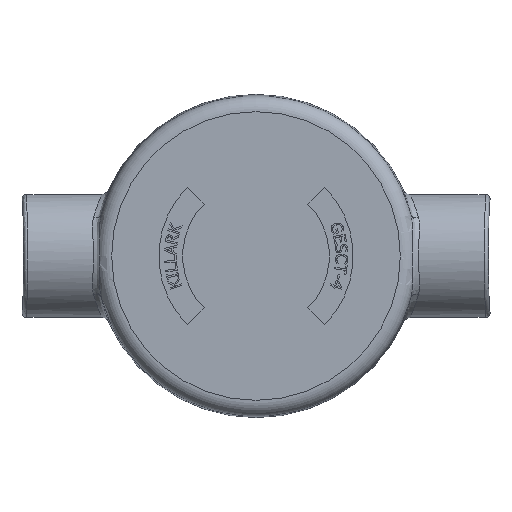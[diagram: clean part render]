
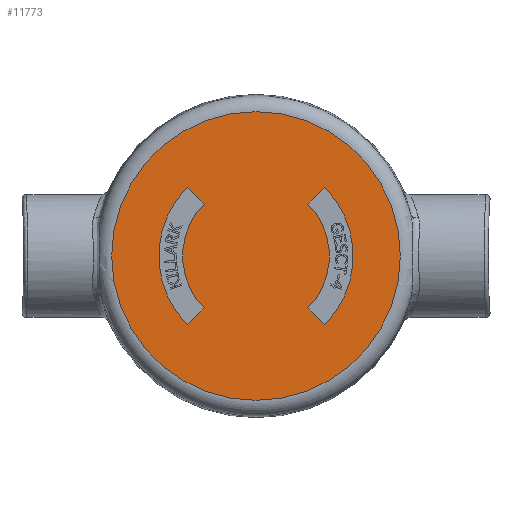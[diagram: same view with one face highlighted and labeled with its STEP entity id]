
A CAD part, front view. The second image highlights one B-rep face of the part: STEP entity #11773.
In plain terms, the highlighted planar face has unit normal (0, -1, 0).
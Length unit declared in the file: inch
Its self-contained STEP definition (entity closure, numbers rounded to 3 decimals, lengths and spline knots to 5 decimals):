
#772=FACE_BOUND('',#1974,.T.);
#773=FACE_BOUND('',#1975,.T.);
#850=PLANE('',#12586);
#1302=FACE_OUTER_BOUND('',#1973,.T.);
#1973=EDGE_LOOP('',(#8523,#8524));
#1974=EDGE_LOOP('',(#8525,#8526,#8527,#8528));
#1975=EDGE_LOOP('',(#8529,#8530,#8531,#8532));
#2674=LINE('',#18097,#3858);
#2675=LINE('',#18100,#3859);
#2676=LINE('',#18105,#3860);
#2677=LINE('',#18108,#3861);
#3858=VECTOR('',#13433,0.3937);
#3859=VECTOR('',#13436,0.3937);
#3860=VECTOR('',#13439,0.3937);
#3861=VECTOR('',#13442,0.3937);
#5054=CIRCLE('',#12577,2.27469);
#5058=CIRCLE('',#12581,2.27469);
#5061=CIRCLE('',#12587,1.53125);
#5062=CIRCLE('',#12588,1.15625);
#5063=CIRCLE('',#12589,1.53125);
#5064=CIRCLE('',#12590,1.15625);
#5251=VERTEX_POINT('',#17806);
#5252=VERTEX_POINT('',#17807);
#5255=VERTEX_POINT('',#18093);
#5256=VERTEX_POINT('',#18094);
#5257=VERTEX_POINT('',#18096);
#5258=VERTEX_POINT('',#18098);
#5259=VERTEX_POINT('',#18101);
#5260=VERTEX_POINT('',#18102);
#5261=VERTEX_POINT('',#18104);
#5262=VERTEX_POINT('',#18106);
#6518=EDGE_CURVE('',#5251,#5252,#5054,.T.);
#6523=EDGE_CURVE('',#5252,#5251,#5058,.T.);
#6530=EDGE_CURVE('',#5255,#5256,#5061,.T.);
#6531=EDGE_CURVE('',#5256,#5257,#2674,.T.);
#6532=EDGE_CURVE('',#5257,#5258,#5062,.T.);
#6533=EDGE_CURVE('',#5258,#5255,#2675,.T.);
#6534=EDGE_CURVE('',#5259,#5260,#5063,.T.);
#6535=EDGE_CURVE('',#5260,#5261,#2676,.T.);
#6536=EDGE_CURVE('',#5261,#5262,#5064,.T.);
#6537=EDGE_CURVE('',#5262,#5259,#2677,.T.);
#8523=ORIENTED_EDGE('',*,*,#6518,.F.);
#8524=ORIENTED_EDGE('',*,*,#6523,.F.);
#8525=ORIENTED_EDGE('',*,*,#6530,.T.);
#8526=ORIENTED_EDGE('',*,*,#6531,.T.);
#8527=ORIENTED_EDGE('',*,*,#6532,.T.);
#8528=ORIENTED_EDGE('',*,*,#6533,.T.);
#8529=ORIENTED_EDGE('',*,*,#6534,.T.);
#8530=ORIENTED_EDGE('',*,*,#6535,.T.);
#8531=ORIENTED_EDGE('',*,*,#6536,.T.);
#8532=ORIENTED_EDGE('',*,*,#6537,.T.);
#11773=ADVANCED_FACE('',(#1302,#772,#773),#850,.T.);
#12577=AXIS2_PLACEMENT_3D('',#17808,#13411,#13412);
#12581=AXIS2_PLACEMENT_3D('',#17823,#13419,#13420);
#12586=AXIS2_PLACEMENT_3D('',#18092,#13429,#13430);
#12587=AXIS2_PLACEMENT_3D('',#18095,#13431,#13432);
#12588=AXIS2_PLACEMENT_3D('',#18099,#13434,#13435);
#12589=AXIS2_PLACEMENT_3D('',#18103,#13437,#13438);
#12590=AXIS2_PLACEMENT_3D('',#18107,#13440,#13441);
#13411=DIRECTION('center_axis',(0.,1.,0.));
#13412=DIRECTION('ref_axis',(-1.,0.,0.));
#13419=DIRECTION('center_axis',(0.,1.,0.));
#13420=DIRECTION('ref_axis',(-1.,0.,0.));
#13429=DIRECTION('center_axis',(0.,-1.,0.));
#13430=DIRECTION('ref_axis',(0.,0.,-1.));
#13431=DIRECTION('center_axis',(0.,1.,0.));
#13432=DIRECTION('ref_axis',(-0.707,0.,-0.707));
#13433=DIRECTION('',(-0.707,0.,-0.707));
#13434=DIRECTION('center_axis',(0.,-1.,0.));
#13435=DIRECTION('ref_axis',(0.707,0.,0.707));
#13436=DIRECTION('',(-0.707,0.,0.707));
#13437=DIRECTION('center_axis',(0.,1.,0.));
#13438=DIRECTION('ref_axis',(0.707,0.,0.707));
#13439=DIRECTION('',(0.707,0.,0.707));
#13440=DIRECTION('center_axis',(0.,-1.,0.));
#13441=DIRECTION('ref_axis',(-0.707,0.,-0.707));
#13442=DIRECTION('',(0.707,0.,-0.707));
#17806=CARTESIAN_POINT('',(2.27469,-1.09375,0.));
#17807=CARTESIAN_POINT('',(0.,-1.09375,2.27469));
#17808=CARTESIAN_POINT('Origin',(0.,-1.09375,0.));
#17823=CARTESIAN_POINT('Origin',(0.,-1.09375,0.));
#18092=CARTESIAN_POINT('Origin',(1.25912,-1.09375,0.));
#18093=CARTESIAN_POINT('',(-1.08276,-1.09375,1.08276));
#18094=CARTESIAN_POINT('',(1.08276,-1.09375,1.08276));
#18095=CARTESIAN_POINT('Origin',(0.,-1.09375,0.));
#18096=CARTESIAN_POINT('',(0.81759,-1.09375,0.81759));
#18097=CARTESIAN_POINT('',(0.72358,-1.09375,0.72358));
#18098=CARTESIAN_POINT('',(-0.81759,-1.09375,0.81759));
#18099=CARTESIAN_POINT('Origin',(0.,-1.09375,0.));
#18100=CARTESIAN_POINT('',(-0.2266,-1.09375,0.2266));
#18101=CARTESIAN_POINT('',(1.08276,-1.09375,-1.08276));
#18102=CARTESIAN_POINT('',(-1.08276,-1.09375,-1.08276));
#18103=CARTESIAN_POINT('Origin',(0.,-1.09375,0.));
#18104=CARTESIAN_POINT('',(-0.81759,-1.09375,-0.81759));
#18105=CARTESIAN_POINT('',(-0.09402,-1.09375,-0.09402));
#18106=CARTESIAN_POINT('',(0.81759,-1.09375,-0.81759));
#18107=CARTESIAN_POINT('Origin',(0.,-1.09375,0.));
#18108=CARTESIAN_POINT('',(0.85616,-1.09375,-0.85616));
